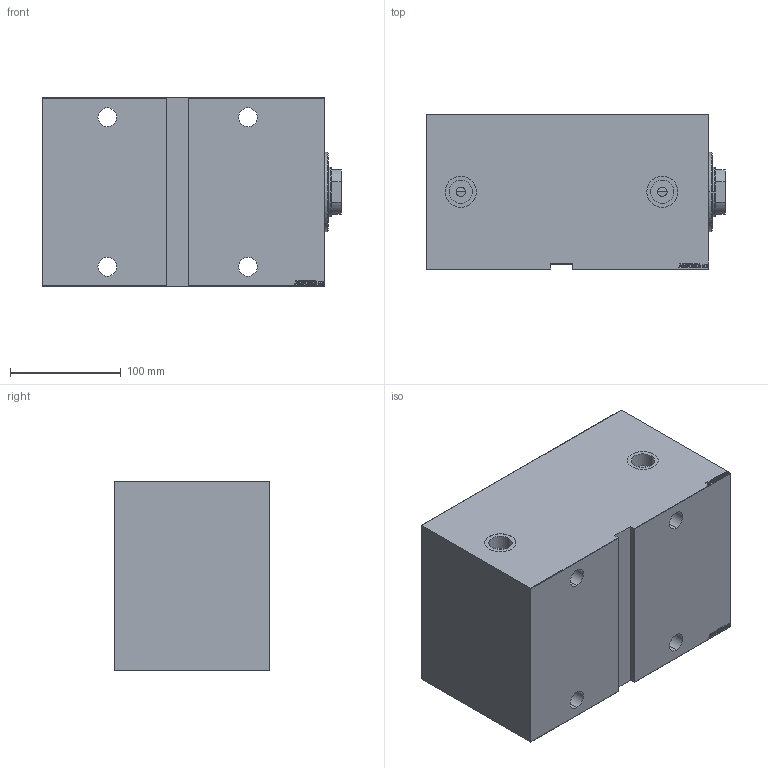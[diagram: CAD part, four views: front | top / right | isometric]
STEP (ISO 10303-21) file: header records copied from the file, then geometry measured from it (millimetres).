
FILE_DESCRIPTION (( 'STEP AP203' ), '1' );
FILE_NAME ('a1f3.STEP', '2022-04-17T02:58:23', ( '' ), ( '' ), 'SwSTEP 2.0', 'SolidWorks 2019', '' );
FILE_SCHEMA (( 'CONFIG_CONTROL_DESIGN' ));
Length unit declared in the file: millimetre
Products named in the file (4): V450CM_E_Body 390b05cab16ba535aba0d36db1f71eb9; a1f3; V450CM_E_VCP 390b05cab16ba535aba0d36db1f71eb9; V450CM_VC_B 390b05cab16ba535aba0d36db1f71eb9
Assembly tree (3 placements, depth 2):
  a1f3
    V450CM_E_Body 390b05cab16ba535aba0d36db1f71eb9
    V450CM_E_VCP 390b05cab16ba535aba0d36db1f71eb9
    V450CM_VC_B 390b05cab16ba535aba0d36db1f71eb9
Bounding box: 270 x 140 x 170 mm (x, y, z)
Volume: 4757807.2 mm3; surface area: 408467.6 mm2
Topology: 3 solids, 3 shells, 877 faces, 2249 edges, 1491 vertices
Faces by surface type: plane 417, bspline 380, cylinder 66, cone 14
Entity records: 43865 total; most frequent: CARTESIAN_POINT 24615, ORIENTED_EDGE 4494, DIRECTION 2623, EDGE_CURVE 2247, VERTEX_POINT 1491, VECTOR 1329, LINE 1329, EDGE_LOOP 1006
